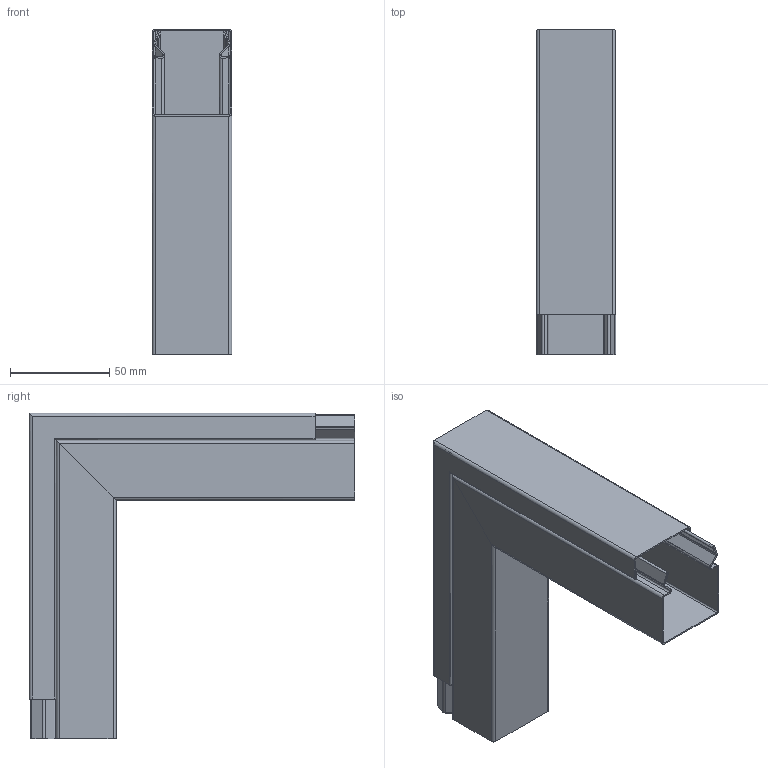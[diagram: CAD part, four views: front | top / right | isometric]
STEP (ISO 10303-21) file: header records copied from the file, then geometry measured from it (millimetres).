
FILE_DESCRIPTION (( 'STEP AP214' ), '1' );
FILE_NAME ('6249086.stp', '2016-10-03T09:29:55', ( '' ), ( '' ), 'SwSTEP 2.0', 'SolidWorks 2014', '' );
FILE_SCHEMA (( 'AUTOMOTIVE_DESIGN' ));
Length unit declared in the file: millimetre
Products named in the file (3): LKM_Deckel_40mm; Leitungsfuehrungskanal_40x40.1; 6249086
Assembly tree (3 placements, depth 2):
  6249086
    Leitungsfuehrungskanal_40x40.1  x2
    LKM_Deckel_40mm
Bounding box: 40.05 x 163.7 x 163.7 mm (x, y, z)
Volume: 45337.2 mm3; surface area: 122367.8 mm2
Topology: 3 solids, 3 shells, 162 faces, 464 edges, 308 vertices
Faces by surface type: plane 82, cylinder 80
Entity records: 5064 total; most frequent: CARTESIAN_POINT 940, ORIENTED_EDGE 628, DIRECTION 554, EDGE_CURVE 314, LINE 214, VECTOR 214, VERTEX_POINT 208, AXIS2_PLACEMENT_3D 170
